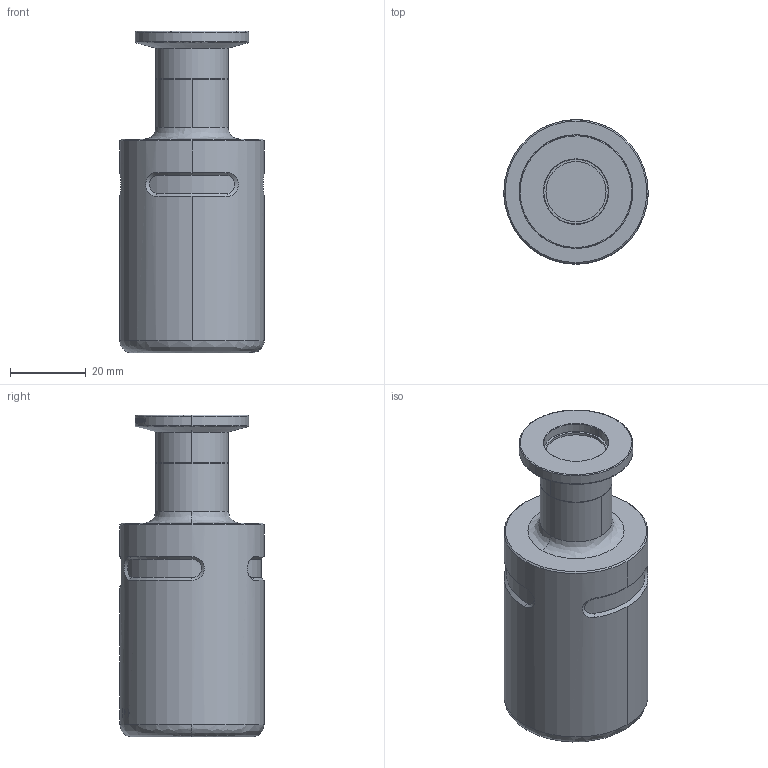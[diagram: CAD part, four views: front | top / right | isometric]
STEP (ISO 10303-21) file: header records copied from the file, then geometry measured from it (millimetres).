
FILE_DESCRIPTION (( 'STEP AP203' ), '1' );
FILE_NAME ('113156.stp', '2018-10-03T17:22:29', ( '' ), ( '' ), 'SwSTEP 2.0', 'SolidWorks 2012', '' );
FILE_SCHEMA (( 'CONFIG_CONTROL_DESIGN' ));
Products named in the file (1): 113156
Bounding box: 38.1 x 38.1 x 84.96 mm (x, y, z)
Volume: 72475.4 mm3; surface area: 11814.9 mm2
Topology: 1 solids, 1 shells, 739 faces, 2037 edges, 1349 vertices
Faces by surface type: bspline 366, plane 281, cylinder 77, cone 15
Entity records: 49275 total; most frequent: CARTESIAN_POINT 33003, ORIENTED_EDGE 4070, DIRECTION 2180, EDGE_CURVE 2035, VERTEX_POINT 1349, VECTOR 890, LINE 890, B_SPLINE_CURVE_WITH_KNOTS 820
